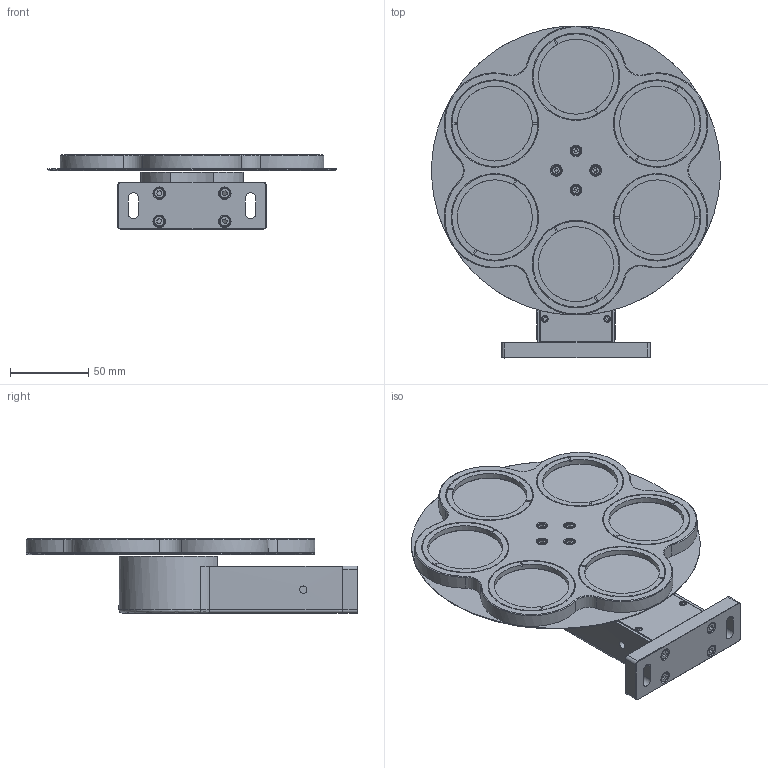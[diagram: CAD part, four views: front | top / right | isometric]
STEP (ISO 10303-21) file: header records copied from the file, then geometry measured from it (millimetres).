
FILE_DESCRIPTION (( 'STEP AP203' ), '1' );
FILE_NAME ('528365.STEP', '2024-04-10T01:57:00', ( 'Windows User' ), ( 'P R C' ), 'SwSTEP 2.0', 'SolidWorks 2020', '' );
FILE_SCHEMA (( 'CONFIG_CONTROL_DESIGN' ));
Length unit declared in the file: millimetre
Products named in the file (1): 528365
Bounding box: 185 x 212.5 x 47.5 mm (x, y, z)
Surface area: 98700.7 mm2 (no closed solid volume)
Topology: 0 solids, 41 shells, 345 faces, 969 edges, 665 vertices
Faces by surface type: plane 203, cone 67, cylinder 58, torus 14, bspline 3
Full cylindrical faces by diameter (mm): 4.4 x2, 4.7 x1, 5.5 x4, 6.5 x8, 7 x2, 8 x4, 48 x11, 185 x1
Entity records: 15335 total; most frequent: CARTESIAN_POINT 7031, DIRECTION 1648, ORIENTED_EDGE 1492, EDGE_CURVE 864, VERTEX_POINT 633, AXIS2_PLACEMENT_3D 595, EDGE_LOOP 471, LINE 458
